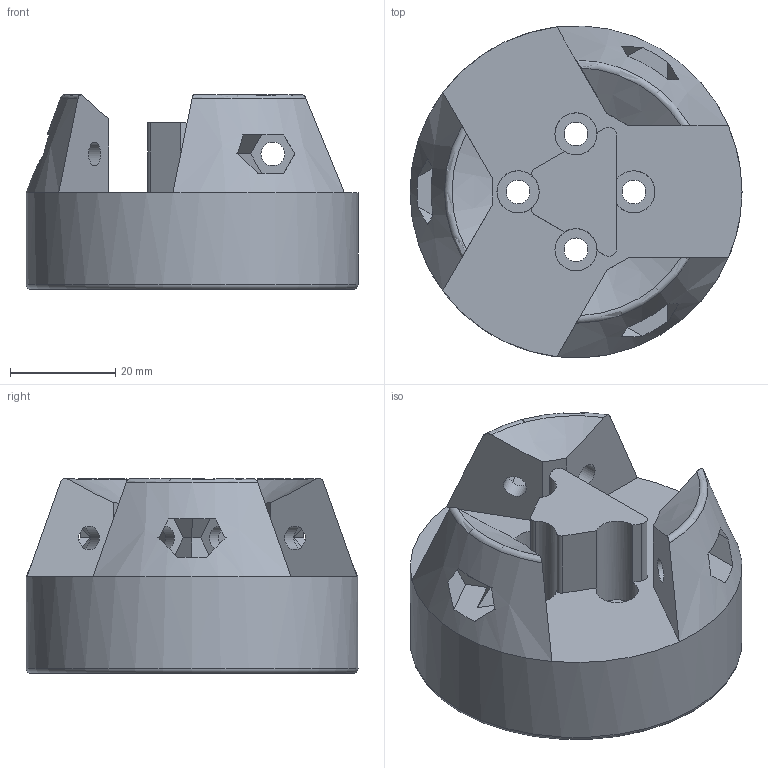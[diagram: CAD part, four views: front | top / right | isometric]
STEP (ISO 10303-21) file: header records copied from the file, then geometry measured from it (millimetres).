
FILE_DESCRIPTION(/* description */ ('STEP AP242','CAx-IF Rec.Pracs.---Representation and Presentation of Product Manufacturing Information (PMI)---4.0---2014-10-13','CAx-IF Rec.Pracs.---3D Tessellated Geometry---0.4---2014-09-14','2;1'),/* implementation_level */ '2;1');
FILE_NAME(/* name */ '68ebd7dbf39471b47fc54012',/* time_stamp */ '2025-10-12T16:31:24Z',/* author */ (''),/* organization */ (''),/* preprocessor_version */ 'ST-DEVELOPER v20',/* originating_system */ 'ONSHAPE BY PTC INC, 1.205',/* authorisation */ ' ');
FILE_SCHEMA (('AP242_MANAGED_MODEL_BASED_3D_ENGINEERING_MIM_LF { 1 0 10303 442 1 1 4 }'));
Length unit declared in the file: metre
Products named in the file (1): HUB 6384
Bounding box: 63 x 63 x 36.99 mm (x, y, z)
Volume: 57281.4 mm3; surface area: 15965.6 mm2
Topology: 1 solids, 1 shells, 90 faces, 237 edges, 154 vertices
Faces by surface type: plane 59, cylinder 20, cone 7, torus 4
Full cylindrical faces by diameter (mm): 4.5 x10, 8 x4, 28.5 x1, 63 x1
Entity records: 2695 total; most frequent: CARTESIAN_POINT 506, DIRECTION 449, ORIENTED_EDGE 426, EDGE_CURVE 213, AXIS2_PLACEMENT_3D 166, VERTEX_POINT 148, EDGE_LOOP 133, FACE_BOUND 133
